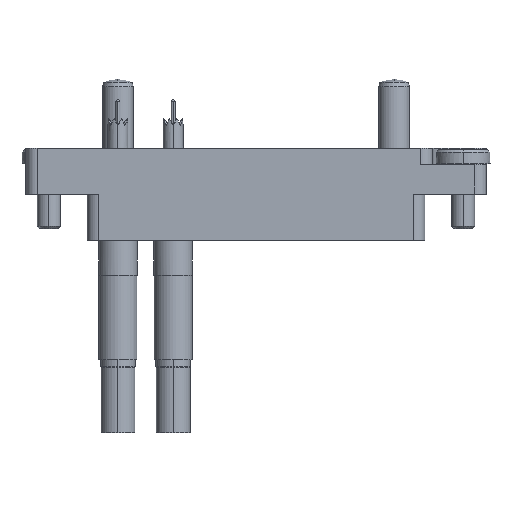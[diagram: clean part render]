
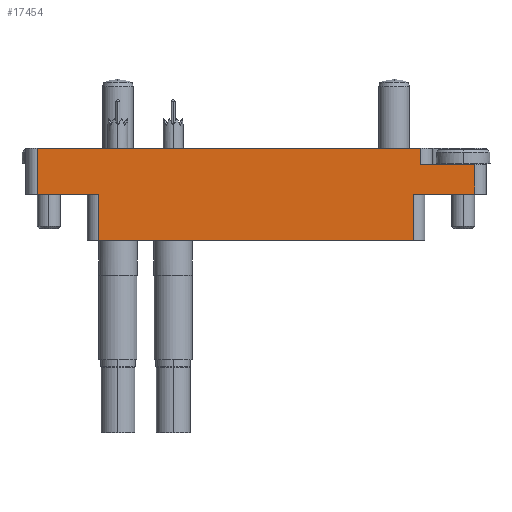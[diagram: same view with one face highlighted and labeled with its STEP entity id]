
A CAD part, left-side view. The second image highlights one B-rep face of the part: STEP entity #17454.
In plain terms, the highlighted face is planar.
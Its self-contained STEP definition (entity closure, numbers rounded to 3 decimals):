
#717 = CARTESIAN_POINT ( 'NONE',  ( -22., -6., 14.35 ) ) ;
#752 = DIRECTION ( 'NONE',  ( -1., 0., 0. ) ) ;
#822 = VERTEX_POINT ( 'NONE', #5279 ) ;
#1000 = VECTOR ( 'NONE', #5763, 1000. ) ;
#1532 = CARTESIAN_POINT ( 'NONE',  ( 21.5, 0., 14.35 ) ) ;
#1639 = DIRECTION ( 'NONE',  ( 0., 1., 0. ) ) ;
#1846 = AXIS2_PLACEMENT_3D ( 'NONE', #25831, #11813, #13951 ) ;
#2040 = VERTEX_POINT ( 'NONE', #23151 ) ;
#2571 = DIRECTION ( 'NONE',  ( -1., 0., 0. ) ) ;
#2865 = VECTOR ( 'NONE', #22761, 1000. ) ;
#3102 = VECTOR ( 'NONE', #752, 1000. ) ;
#3208 = DIRECTION ( 'NONE',  ( 1., 0., 0. ) ) ;
#3259 = CARTESIAN_POINT ( 'NONE',  ( 21.5, 6., 14.35 ) ) ;
#3335 = EDGE_CURVE ( 'NONE', #19059, #7377, #15691, .T. ) ;
#4009 = EDGE_LOOP ( 'NONE', ( #17374, #22579, #17298, #24655, #18298, #13339, #11815, #12971, #19699, #25455 ) ) ;
#4342 = EDGE_CURVE ( 'NONE', #23100, #822, #15207, .T. ) ;
#4547 = DIRECTION ( 'NONE',  ( -1., 0., 0. ) ) ;
#4567 = EDGE_CURVE ( 'NONE', #19059, #18395, #20711, .T. ) ;
#5279 = CARTESIAN_POINT ( 'NONE',  ( -28.5, 0., 14.35 ) ) ;
#5297 = VERTEX_POINT ( 'NONE', #17768 ) ;
#5541 = CARTESIAN_POINT ( 'NONE',  ( 28.5, 0., 14.35 ) ) ;
#5627 = VECTOR ( 'NONE', #4547, 1000. ) ;
#5763 = DIRECTION ( 'NONE',  ( 0., 1., 0. ) ) ;
#6625 = CARTESIAN_POINT ( 'NONE',  ( -20.5, 0., 14.35 ) ) ;
#7377 = VERTEX_POINT ( 'NONE', #13476 ) ;
#7768 = EDGE_CURVE ( 'NONE', #22684, #18395, #12177, .T. ) ;
#8502 = CARTESIAN_POINT ( 'NONE',  ( -30., 6., 14.35 ) ) ;
#8899 = LINE ( 'NONE', #717, #5627 ) ;
#9291 = LINE ( 'NONE', #21356, #9383 ) ;
#9383 = VECTOR ( 'NONE', #3208, 1000. ) ;
#10181 = VECTOR ( 'NONE', #1639, 1000. ) ;
#10299 = CARTESIAN_POINT ( 'NONE',  ( 20.5, 0., 14.35 ) ) ;
#11325 = LINE ( 'NONE', #1532, #1000 ) ;
#11813 = DIRECTION ( 'NONE',  ( 0., 0., -1. ) ) ;
#11815 = ORIENTED_EDGE ( 'NONE', *, *, #14939, .F. ) ;
#12177 = LINE ( 'NONE', #10299, #2865 ) ;
#12206 = FACE_OUTER_BOUND ( 'NONE', #4009, .T. ) ;
#12407 = CARTESIAN_POINT ( 'NONE',  ( -20.5, 0., 14.35 ) ) ;
#12701 = CARTESIAN_POINT ( 'NONE',  ( 20.5, -6., 14.35 ) ) ;
#12769 = CARTESIAN_POINT ( 'NONE',  ( 30., 0., 14.35 ) ) ;
#12971 = ORIENTED_EDGE ( 'NONE', *, *, #4342, .T. ) ;
#13246 = VECTOR ( 'NONE', #20979, 1000. ) ;
#13339 = ORIENTED_EDGE ( 'NONE', *, *, #23315, .T. ) ;
#13419 = VERTEX_POINT ( 'NONE', #3259 ) ;
#13476 = CARTESIAN_POINT ( 'NONE',  ( 28.5, 3.9, 14.35 ) ) ;
#13951 = DIRECTION ( 'NONE',  ( -1., 0., 0. ) ) ;
#14939 = EDGE_CURVE ( 'NONE', #23100, #13419, #18331, .T. ) ;
#15207 = LINE ( 'NONE', #21261, #24592 ) ;
#15691 = LINE ( 'NONE', #23355, #10181 ) ;
#16220 = VERTEX_POINT ( 'NONE', #6625 ) ;
#16261 = LINE ( 'NONE', #12407, #23011 ) ;
#16784 = CARTESIAN_POINT ( 'NONE',  ( 30., 0., 14.35 ) ) ;
#16928 = CARTESIAN_POINT ( 'NONE',  ( 20.5, 0., 14.35 ) ) ;
#17049 = DIRECTION ( 'NONE',  ( 0., -1., 0. ) ) ;
#17285 = EDGE_CURVE ( 'NONE', #22684, #2040, #8899, .T. ) ;
#17298 = ORIENTED_EDGE ( 'NONE', *, *, #4567, .F. ) ;
#17374 = ORIENTED_EDGE ( 'NONE', *, *, #17285, .F. ) ;
#17437 = VECTOR ( 'NONE', #2571, 1000. ) ;
#17454 = ADVANCED_FACE ( 'NONE', ( #12206 ), #22258, .F. ) ;
#17768 = CARTESIAN_POINT ( 'NONE',  ( 21.5, 3.9, 14.35 ) ) ;
#18298 = ORIENTED_EDGE ( 'NONE', *, *, #22197, .F. ) ;
#18331 = LINE ( 'NONE', #8502, #13246 ) ;
#18395 = VERTEX_POINT ( 'NONE', #16928 ) ;
#19059 = VERTEX_POINT ( 'NONE', #5541 ) ;
#19699 = ORIENTED_EDGE ( 'NONE', *, *, #23139, .F. ) ;
#20711 = LINE ( 'NONE', #12769, #17437 ) ;
#20979 = DIRECTION ( 'NONE',  ( 1., 0., 0. ) ) ;
#21261 = CARTESIAN_POINT ( 'NONE',  ( -28.5, 0., 14.35 ) ) ;
#21356 = CARTESIAN_POINT ( 'NONE',  ( 30., 3.9, 14.35 ) ) ;
#22197 = EDGE_CURVE ( 'NONE', #5297, #7377, #9291, .T. ) ;
#22258 = PLANE ( 'NONE',  #1846 ) ;
#22579 = ORIENTED_EDGE ( 'NONE', *, *, #7768, .T. ) ;
#22684 = VERTEX_POINT ( 'NONE', #12701 ) ;
#22761 = DIRECTION ( 'NONE',  ( 0., 1., 0. ) ) ;
#23011 = VECTOR ( 'NONE', #24322, 1000. ) ;
#23100 = VERTEX_POINT ( 'NONE', #25097 ) ;
#23126 = LINE ( 'NONE', #16784, #3102 ) ;
#23139 = EDGE_CURVE ( 'NONE', #16220, #822, #23126, .T. ) ;
#23151 = CARTESIAN_POINT ( 'NONE',  ( -20.5, -6., 14.35 ) ) ;
#23315 = EDGE_CURVE ( 'NONE', #5297, #13419, #11325, .T. ) ;
#23355 = CARTESIAN_POINT ( 'NONE',  ( 28.5, 3.9, 14.35 ) ) ;
#24060 = EDGE_CURVE ( 'NONE', #16220, #2040, #16261, .T. ) ;
#24322 = DIRECTION ( 'NONE',  ( 0., -1., 0. ) ) ;
#24592 = VECTOR ( 'NONE', #17049, 1000. ) ;
#24655 = ORIENTED_EDGE ( 'NONE', *, *, #3335, .T. ) ;
#25097 = CARTESIAN_POINT ( 'NONE',  ( -28.5, 6., 14.35 ) ) ;
#25455 = ORIENTED_EDGE ( 'NONE', *, *, #24060, .T. ) ;
#25831 = CARTESIAN_POINT ( 'NONE',  ( -30., 0., 14.35 ) ) ;
